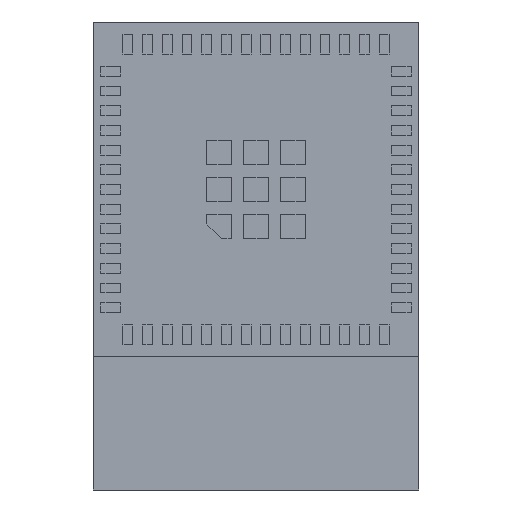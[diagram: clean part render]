
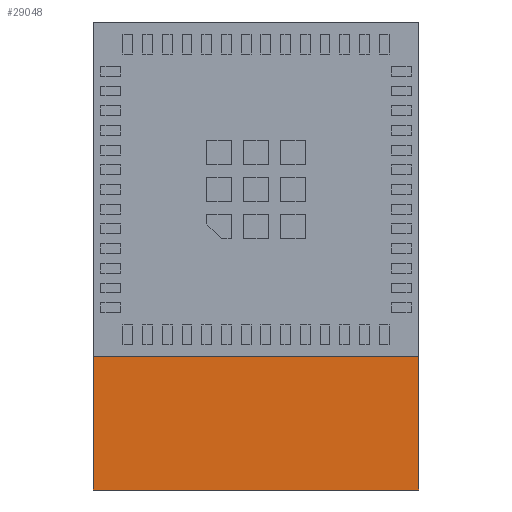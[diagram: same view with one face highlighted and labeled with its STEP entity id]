
A CAD part, front view. The second image highlights one B-rep face of the part: STEP entity #29048.
In plain terms, the highlighted planar face has unit normal (0, -1, 0).
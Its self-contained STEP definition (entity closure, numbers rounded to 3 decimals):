
#1348 = CARTESIAN_POINT ( 'NONE',  ( 6.6, 0.01, -9.5 ) ) ;
#3248 = DIRECTION ( 'NONE',  ( 0., 0., -1. ) ) ;
#3284 = EDGE_CURVE ( 'NONE', #15633, #15006, #21570, .T. ) ;
#3296 = VECTOR ( 'NONE', #10924, 1000. ) ;
#3744 = EDGE_CURVE ( 'NONE', #15006, #25120, #18210, .T. ) ;
#4262 = VECTOR ( 'NONE', #3248, 1000. ) ;
#7727 = EDGE_CURVE ( 'NONE', #23408, #15633, #20810, .T. ) ;
#8093 = CARTESIAN_POINT ( 'NONE',  ( 0., 0.01, 0. ) ) ;
#8164 = CARTESIAN_POINT ( 'NONE',  ( 6.6, 0.01, -4.1 ) ) ;
#8594 = ORIENTED_EDGE ( 'NONE', *, *, #31423, .T. ) ;
#9092 = CARTESIAN_POINT ( 'NONE',  ( 6.6, 0.01, -4.1 ) ) ;
#10653 = DIRECTION ( 'NONE',  ( 0., -1., 0. ) ) ;
#10924 = DIRECTION ( 'NONE',  ( 1., 0., 0. ) ) ;
#12111 = VECTOR ( 'NONE', #14323, 1000. ) ;
#14323 = DIRECTION ( 'NONE',  ( 0., 0., 1. ) ) ;
#14387 = ORIENTED_EDGE ( 'NONE', *, *, #7727, .T. ) ;
#15006 = VERTEX_POINT ( 'NONE', #22435 ) ;
#15598 = DIRECTION ( 'NONE',  ( -1., 0., 0. ) ) ;
#15633 = VERTEX_POINT ( 'NONE', #9092 ) ;
#17258 = CARTESIAN_POINT ( 'NONE',  ( -6.6, 0.01, -9.5 ) ) ;
#17466 = ORIENTED_EDGE ( 'NONE', *, *, #3284, .T. ) ;
#18210 = LINE ( 'NONE', #31706, #4262 ) ;
#20555 = ORIENTED_EDGE ( 'NONE', *, *, #3744, .T. ) ;
#20615 = EDGE_LOOP ( 'NONE', ( #8594, #14387, #17466, #20555 ) ) ;
#20785 = CARTESIAN_POINT ( 'NONE',  ( -6.6, 0.01, -9.5 ) ) ;
#20810 = LINE ( 'NONE', #32307, #12111 ) ;
#21570 = LINE ( 'NONE', #8164, #31214 ) ;
#22435 = CARTESIAN_POINT ( 'NONE',  ( -6.6, 0.01, -4.1 ) ) ;
#23408 = VERTEX_POINT ( 'NONE', #1348 ) ;
#23431 = PLANE ( 'NONE',  #25210 ) ;
#24411 = FACE_OUTER_BOUND ( 'NONE', #20615, .T. ) ;
#25120 = VERTEX_POINT ( 'NONE', #17258 ) ;
#25210 = AXIS2_PLACEMENT_3D ( 'NONE', #8093, #10653, #25893 ) ;
#25893 = DIRECTION ( 'NONE',  ( 0., 0., -1. ) ) ;
#28057 = LINE ( 'NONE', #20785, #3296 ) ;
#29048 = ADVANCED_FACE ( 'NONE', ( #24411 ), #23431, .T. ) ;
#31214 = VECTOR ( 'NONE', #15598, 1000. ) ;
#31423 = EDGE_CURVE ( 'NONE', #25120, #23408, #28057, .T. ) ;
#31706 = CARTESIAN_POINT ( 'NONE',  ( -6.6, 0.01, -4.1 ) ) ;
#32307 = CARTESIAN_POINT ( 'NONE',  ( 6.6, 0.01, -9.5 ) ) ;
